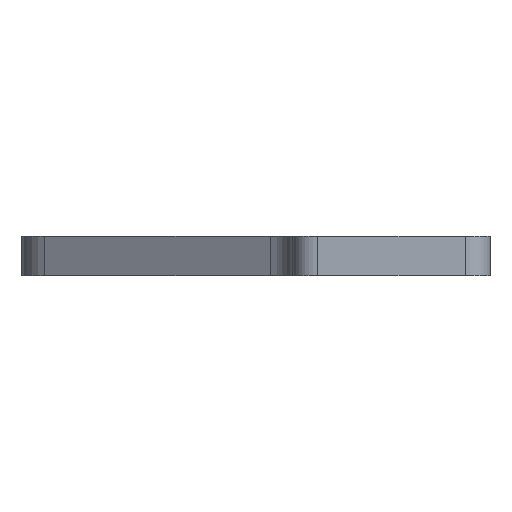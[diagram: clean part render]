
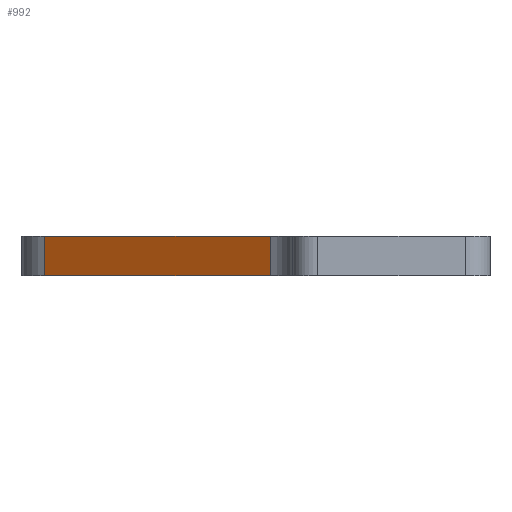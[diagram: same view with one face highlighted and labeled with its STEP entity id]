
A CAD part, left-side view. The second image highlights one B-rep face of the part: STEP entity #992.
In plain terms, the highlighted planar face has unit normal (-0.84, 0.543, 0).
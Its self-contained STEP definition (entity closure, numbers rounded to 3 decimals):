
#8 = CARTESIAN_POINT ( 'NONE',  ( 84.678, -54.744, 0. ) ) ;
#20 = ORIENTED_EDGE ( 'NONE', *, *, #469, .F. ) ;
#25 = DIRECTION ( 'NONE',  ( 0., 0., 1. ) ) ;
#47 = VERTEX_POINT ( 'NONE', #174 ) ;
#71 = CARTESIAN_POINT ( 'NONE',  ( 84.678, -54.744, -8. ) ) ;
#80 = LINE ( 'NONE', #626, #304 ) ;
#156 = PLANE ( 'NONE',  #1008 ) ;
#171 = CARTESIAN_POINT ( 'NONE',  ( 165.602, 70.429, -8. ) ) ;
#174 = CARTESIAN_POINT ( 'NONE',  ( 165.602, 70.429, 0. ) ) ;
#193 = LINE ( 'NONE', #359, #405 ) ;
#282 = VERTEX_POINT ( 'NONE', #306 ) ;
#304 = VECTOR ( 'NONE', #961, 1000. ) ;
#306 = CARTESIAN_POINT ( 'NONE',  ( 135.955, 24.571, 0. ) ) ;
#307 = VERTEX_POINT ( 'NONE', #1063 ) ;
#327 = DIRECTION ( 'NONE',  ( 0., 0., 1. ) ) ;
#343 = DIRECTION ( 'NONE',  ( -0.543, -0.84, 0. ) ) ;
#359 = CARTESIAN_POINT ( 'NONE',  ( 165.602, 70.429, -8. ) ) ;
#370 = VECTOR ( 'NONE', #327, 1000. ) ;
#405 = VECTOR ( 'NONE', #25, 1000. ) ;
#408 = ORIENTED_EDGE ( 'NONE', *, *, #652, .T. ) ;
#411 = LINE ( 'NONE', #1067, #370 ) ;
#432 = EDGE_CURVE ( 'NONE', #307, #282, #411, .T. ) ;
#469 = EDGE_CURVE ( 'NONE', #47, #282, #745, .T. ) ;
#544 = DIRECTION ( 'NONE',  ( -0.543, -0.84, 0. ) ) ;
#565 = FACE_OUTER_BOUND ( 'NONE', #1002, .T. ) ;
#590 = VECTOR ( 'NONE', #343, 1000. ) ;
#626 = CARTESIAN_POINT ( 'NONE',  ( 84.678, -54.744, -8. ) ) ;
#629 = DIRECTION ( 'NONE',  ( -0.84, 0.543, 0. ) ) ;
#652 = EDGE_CURVE ( 'NONE', #815, #307, #80, .T. ) ;
#745 = LINE ( 'NONE', #8, #590 ) ;
#815 = VERTEX_POINT ( 'NONE', #171 ) ;
#873 = EDGE_CURVE ( 'NONE', #815, #47, #193, .T. ) ;
#896 = ORIENTED_EDGE ( 'NONE', *, *, #873, .F. ) ;
#961 = DIRECTION ( 'NONE',  ( -0.543, -0.84, 0. ) ) ;
#992 = ADVANCED_FACE ( 'NONE', ( #565 ), #156, .T. ) ;
#1002 = EDGE_LOOP ( 'NONE', ( #408, #1065, #20, #896 ) ) ;
#1008 = AXIS2_PLACEMENT_3D ( 'NONE', #71, #629, #544 ) ;
#1063 = CARTESIAN_POINT ( 'NONE',  ( 135.955, 24.571, -8. ) ) ;
#1065 = ORIENTED_EDGE ( 'NONE', *, *, #432, .T. ) ;
#1067 = CARTESIAN_POINT ( 'NONE',  ( 135.955, 24.571, 0. ) ) ;
